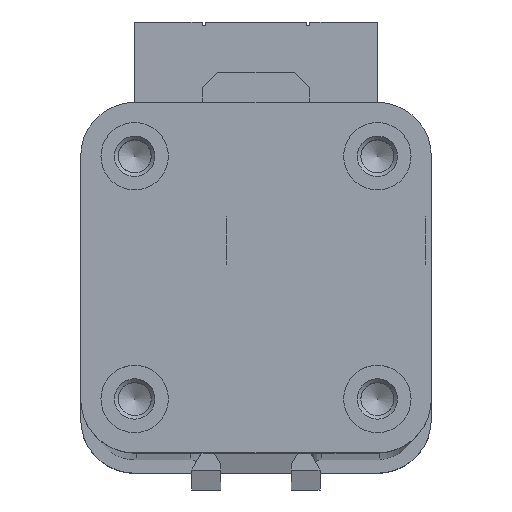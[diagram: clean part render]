
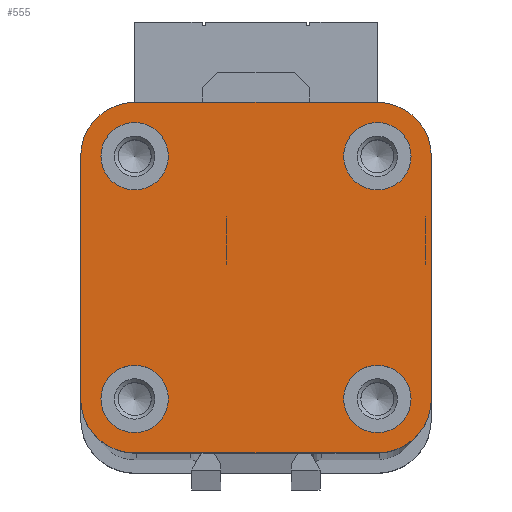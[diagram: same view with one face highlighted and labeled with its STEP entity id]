
A CAD part, top view. The second image highlights one B-rep face of the part: STEP entity #555.
In plain terms, the highlighted planar face has unit normal (0, 0, 1).
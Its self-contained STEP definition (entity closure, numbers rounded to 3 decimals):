
#555 = ADVANCED_FACE( '', ( #1160, #1161, #1162, #1163, #1164 ), #1165, .T. );
#1160 = FACE_BOUND( '', #1821, .T. );
#1161 = FACE_BOUND( '', #1822, .T. );
#1162 = FACE_BOUND( '', #1823, .T. );
#1163 = FACE_BOUND( '', #1824, .T. );
#1164 = FACE_OUTER_BOUND( '', #1825, .T. );
#1165 = PLANE( '', #1826 );
#1821 = EDGE_LOOP( '', ( #3112 ) );
#1822 = EDGE_LOOP( '', ( #3113 ) );
#1823 = EDGE_LOOP( '', ( #3114 ) );
#1824 = EDGE_LOOP( '', ( #3115 ) );
#1825 = EDGE_LOOP( '', ( #3116, #3117, #3118, #3119, #3120, #3121, #3122, #3123 ) );
#1826 = AXIS2_PLACEMENT_3D( '', #3124, #3125, #3126 );
#3112 = ORIENTED_EDGE( '', *, *, #4099, .T. );
#3113 = ORIENTED_EDGE( '', *, *, #3747, .T. );
#3114 = ORIENTED_EDGE( '', *, *, #4172, .F. );
#3115 = ORIENTED_EDGE( '', *, *, #4103, .T. );
#3116 = ORIENTED_EDGE( '', *, *, #4173, .T. );
#3117 = ORIENTED_EDGE( '', *, *, #4078, .T. );
#3118 = ORIENTED_EDGE( '', *, *, #3744, .T. );
#3119 = ORIENTED_EDGE( '', *, *, #4157, .T. );
#3120 = ORIENTED_EDGE( '', *, *, #4174, .T. );
#3121 = ORIENTED_EDGE( '', *, *, #3954, .T. );
#3122 = ORIENTED_EDGE( '', *, *, #3815, .T. );
#3123 = ORIENTED_EDGE( '', *, *, #3861, .T. );
#3124 = CARTESIAN_POINT( '', ( -18., -18., 875. ) );
#3125 = DIRECTION( '', ( 0., 0., 1. ) );
#3126 = DIRECTION( '', ( 1., 0., 0. ) );
#3744 = EDGE_CURVE( '', #4436, #4434, #4437, .T. );
#3747 = EDGE_CURVE( '', #4440, #4440, #4441, .F. );
#3815 = EDGE_CURVE( '', #4555, #4553, #4556, .T. );
#3861 = EDGE_CURVE( '', #4553, #4624, #4626, .T. );
#3954 = EDGE_CURVE( '', #4779, #4555, #4780, .T. );
#4078 = EDGE_CURVE( '', #4960, #4436, #4961, .T. );
#4099 = EDGE_CURVE( '', #4989, #4989, #4990, .F. );
#4103 = EDGE_CURVE( '', #4994, #4994, #4995, .T. );
#4157 = EDGE_CURVE( '', #4434, #5061, #5063, .T. );
#4172 = EDGE_CURVE( '', #5081, #5081, #5082, .T. );
#4173 = EDGE_CURVE( '', #4624, #4960, #5083, .T. );
#4174 = EDGE_CURVE( '', #5061, #4779, #5084, .T. );
#4434 = VERTEX_POINT( '', #5402 );
#4436 = VERTEX_POINT( '', #5405 );
#4437 = LINE( '', #5406, #5407 );
#4440 = VERTEX_POINT( '', #5411 );
#4441 = CIRCLE( '', #5412, 5. );
#4553 = VERTEX_POINT( '', #5566 );
#4555 = VERTEX_POINT( '', #5569 );
#4556 = LINE( '', #5570, #5571 );
#4624 = VERTEX_POINT( '', #5665 );
#4626 = CIRCLE( '', #5668, 8. );
#4779 = VERTEX_POINT( '', #5877 );
#4780 = CIRCLE( '', #5878, 8. );
#4960 = VERTEX_POINT( '', #6122 );
#4961 = CIRCLE( '', #6123, 8. );
#4989 = VERTEX_POINT( '', #6162 );
#4990 = CIRCLE( '', #6163, 5. );
#4994 = VERTEX_POINT( '', #6168 );
#4995 = CIRCLE( '', #6169, 5. );
#5061 = VERTEX_POINT( '', #6252 );
#5063 = CIRCLE( '', #6255, 8. );
#5081 = VERTEX_POINT( '', #6277 );
#5082 = CIRCLE( '', #6278, 5. );
#5083 = LINE( '', #6279, #6280 );
#5084 = LINE( '', #6281, #6282 );
#5402 = CARTESIAN_POINT( '', ( 18., -26., 875. ) );
#5405 = CARTESIAN_POINT( '', ( -18., -26., 875. ) );
#5406 = CARTESIAN_POINT( '', ( -18., -26., 875. ) );
#5407 = VECTOR( '', #6530, 1000. );
#5411 = CARTESIAN_POINT( '', ( -13., -18., 875. ) );
#5412 = AXIS2_PLACEMENT_3D( '', #6532, #6533, #6534 );
#5566 = CARTESIAN_POINT( '', ( -18., 26., 875. ) );
#5569 = CARTESIAN_POINT( '', ( 18., 26., 875. ) );
#5570 = CARTESIAN_POINT( '', ( 18., 26., 875. ) );
#5571 = VECTOR( '', #6605, 1000. );
#5665 = CARTESIAN_POINT( '', ( -26., 18., 875. ) );
#5668 = AXIS2_PLACEMENT_3D( '', #6654, #6655, #6656 );
#5877 = CARTESIAN_POINT( '', ( 26., 18., 875. ) );
#5878 = AXIS2_PLACEMENT_3D( '', #6773, #6774, #6775 );
#6122 = CARTESIAN_POINT( '', ( -26., -18., 875. ) );
#6123 = AXIS2_PLACEMENT_3D( '', #6909, #6910, #6911 );
#6162 = CARTESIAN_POINT( '', ( 23., -18., 875. ) );
#6163 = AXIS2_PLACEMENT_3D( '', #6929, #6930, #6931 );
#6168 = CARTESIAN_POINT( '', ( -23., 18., 875. ) );
#6169 = AXIS2_PLACEMENT_3D( '', #6933, #6934, #6935 );
#6252 = CARTESIAN_POINT( '', ( 26., -18., 875. ) );
#6255 = AXIS2_PLACEMENT_3D( '', #6987, #6988, #6989 );
#6277 = CARTESIAN_POINT( '', ( 23., 18., 875. ) );
#6278 = AXIS2_PLACEMENT_3D( '', #7000, #7001, #7002 );
#6279 = CARTESIAN_POINT( '', ( -26., 18., 875. ) );
#6280 = VECTOR( '', #7003, 1000. );
#6281 = CARTESIAN_POINT( '', ( 26., -18., 875. ) );
#6282 = VECTOR( '', #7004, 1000. );
#6530 = DIRECTION( '', ( 1., 0., 0. ) );
#6532 = CARTESIAN_POINT( '', ( -18., -18., 875. ) );
#6533 = DIRECTION( '', ( 0., 0., 1. ) );
#6534 = DIRECTION( '', ( 1., 0., 0. ) );
#6605 = DIRECTION( '', ( -1., 0., 0. ) );
#6654 = CARTESIAN_POINT( '', ( -18., 18., 875. ) );
#6655 = DIRECTION( '', ( 0., 0., 1. ) );
#6656 = DIRECTION( '', ( 1., 0., 0. ) );
#6773 = CARTESIAN_POINT( '', ( 18., 18., 875. ) );
#6774 = DIRECTION( '', ( 0., 0., 1. ) );
#6775 = DIRECTION( '', ( 1., 0., 0. ) );
#6909 = CARTESIAN_POINT( '', ( -18., -18., 875. ) );
#6910 = DIRECTION( '', ( 0., 0., 1. ) );
#6911 = DIRECTION( '', ( 1., 0., 0. ) );
#6929 = CARTESIAN_POINT( '', ( 18., -18., 875. ) );
#6930 = DIRECTION( '', ( 0., 0., 1. ) );
#6931 = DIRECTION( '', ( 1., 0., 0. ) );
#6933 = CARTESIAN_POINT( '', ( -18., 18., 875. ) );
#6934 = DIRECTION( '', ( 0., 0., -1. ) );
#6935 = DIRECTION( '', ( -1., 0., 0. ) );
#6987 = CARTESIAN_POINT( '', ( 18., -18., 875. ) );
#6988 = DIRECTION( '', ( 0., 0., 1. ) );
#6989 = DIRECTION( '', ( 1., 0., 0. ) );
#7000 = CARTESIAN_POINT( '', ( 18., 18., 875. ) );
#7001 = DIRECTION( '', ( 0., 0., 1. ) );
#7002 = DIRECTION( '', ( 1., 0., 0. ) );
#7003 = DIRECTION( '', ( 0., -1., 0. ) );
#7004 = DIRECTION( '', ( 0., 1., 0. ) );
